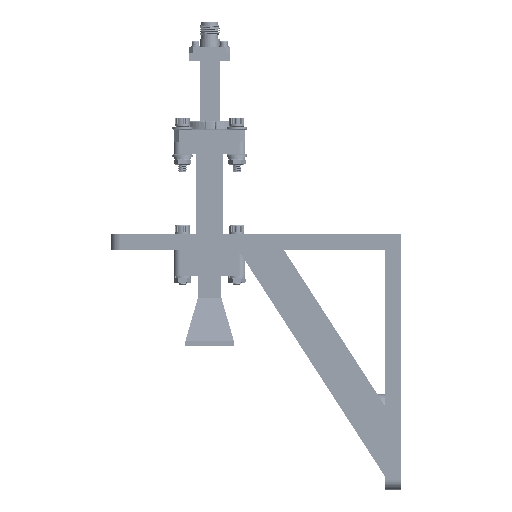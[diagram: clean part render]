
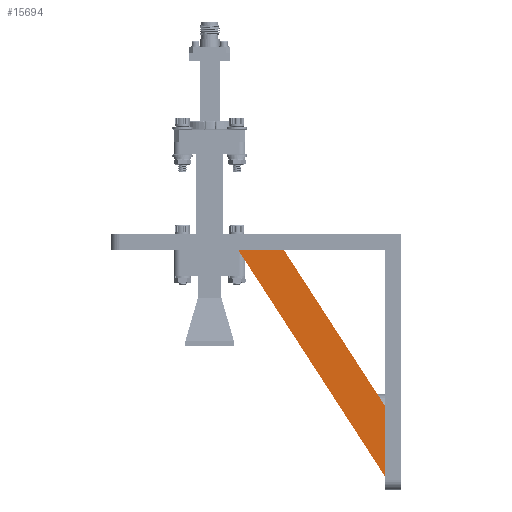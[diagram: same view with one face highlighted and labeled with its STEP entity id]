
A CAD part, left-side view. The second image highlights one B-rep face of the part: STEP entity #15694.
In plain terms, the highlighted planar face has unit normal (-1, 0, 0).
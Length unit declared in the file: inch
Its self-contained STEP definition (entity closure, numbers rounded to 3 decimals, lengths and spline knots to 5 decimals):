
#343 = EDGE_LOOP ( 'NONE', ( #15943, #28233, #28970, #16346 ) ) ;
#379 = CARTESIAN_POINT ( 'NONE',  ( -1.22047, 0.19685, -2.12205 ) ) ;
#755 = LINE ( 'NONE', #379, #33426 ) ;
#2484 = AXIS2_PLACEMENT_3D ( 'NONE', #6983, #51839, #17634 ) ;
#2827 = LINE ( 'NONE', #19893, #27070 ) ;
#4220 = EDGE_CURVE ( 'NONE', #44791, #43322, #51913, .T. ) ;
#6983 = CARTESIAN_POINT ( 'NONE',  ( -1.22047, 0., 0. ) ) ;
#7947 = DIRECTION ( 'NONE',  ( 0., -0.544, -0.839 ) ) ;
#8981 = VERTEX_POINT ( 'NONE', #26296 ) ;
#15694 = ADVANCED_FACE ( 'NONE', ( #22947 ), #70811, .F. ) ;
#15943 = ORIENTED_EDGE ( 'NONE', *, *, #4220, .F. ) ;
#16346 = ORIENTED_EDGE ( 'NONE', *, *, #62763, .F. ) ;
#16810 = CARTESIAN_POINT ( 'NONE',  ( -1.22047, 1.44488, -0.19685 ) ) ;
#17634 = DIRECTION ( 'NONE',  ( 0., 0., -1. ) ) ;
#19893 = CARTESIAN_POINT ( 'NONE',  ( -1.22047, 2.00791, -0.19685 ) ) ;
#20269 = DIRECTION ( 'NONE',  ( 0., 0.544, 0.839 ) ) ;
#22947 = FACE_OUTER_BOUND ( 'NONE', #343, .T. ) ;
#26296 = CARTESIAN_POINT ( 'NONE',  ( -1.22047, 1.44488, -0.19685 ) ) ;
#27070 = VECTOR ( 'NONE', #20269, 39.37008 ) ;
#28233 = ORIENTED_EDGE ( 'NONE', *, *, #54293, .F. ) ;
#28970 = ORIENTED_EDGE ( 'NONE', *, *, #40038, .F. ) ;
#33426 = VECTOR ( 'NONE', #7947, 39.37008 ) ;
#39984 = DIRECTION ( 'NONE',  ( 0., -1., 0. ) ) ;
#40038 = EDGE_CURVE ( 'NONE', #44148, #8981, #51780, .T. ) ;
#43322 = VERTEX_POINT ( 'NONE', #71864 ) ;
#44148 = VERTEX_POINT ( 'NONE', #57489 ) ;
#44791 = VERTEX_POINT ( 'NONE', #74222 ) ;
#51780 = LINE ( 'NONE', #16810, #68245 ) ;
#51839 = DIRECTION ( 'NONE',  ( 1., 0., 0. ) ) ;
#51913 = LINE ( 'NONE', #63334, #70456 ) ;
#54293 = EDGE_CURVE ( 'NONE', #8981, #44791, #755, .T. ) ;
#57489 = CARTESIAN_POINT ( 'NONE',  ( -1.22047, 2.00791, -0.19685 ) ) ;
#62763 = EDGE_CURVE ( 'NONE', #43322, #44148, #2827, .T. ) ;
#63334 = CARTESIAN_POINT ( 'NONE',  ( -1.22047, 0.19685, -2.99056 ) ) ;
#68245 = VECTOR ( 'NONE', #39984, 39.37008 ) ;
#70456 = VECTOR ( 'NONE', #75094, 39.37008 ) ;
#70811 = PLANE ( 'NONE',  #2484 ) ;
#71864 = CARTESIAN_POINT ( 'NONE',  ( -1.22047, 0.19685, -2.99056 ) ) ;
#74222 = CARTESIAN_POINT ( 'NONE',  ( -1.22047, 0.19685, -2.12205 ) ) ;
#75094 = DIRECTION ( 'NONE',  ( 0., 0., -1. ) ) ;
